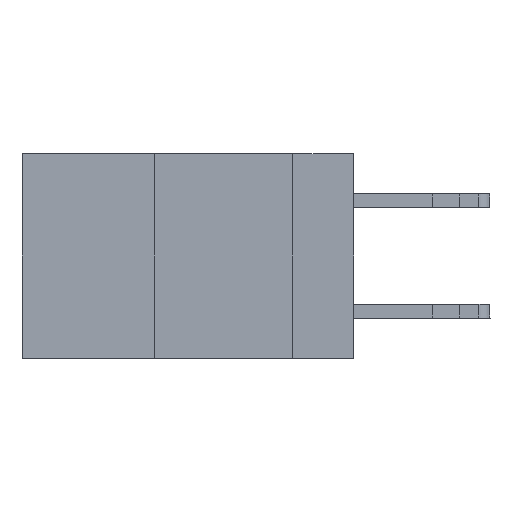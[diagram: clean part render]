
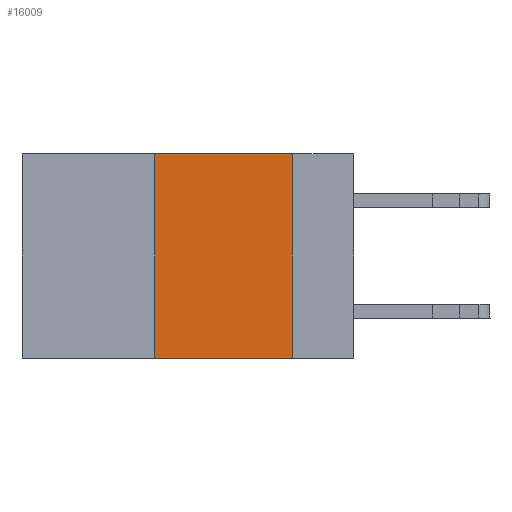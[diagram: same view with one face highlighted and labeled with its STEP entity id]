
A CAD part, left-side view. The second image highlights one B-rep face of the part: STEP entity #16009.
In plain terms, the highlighted planar face has unit normal (-1, 0, 0).
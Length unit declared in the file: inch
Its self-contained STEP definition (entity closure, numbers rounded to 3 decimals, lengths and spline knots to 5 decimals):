
#45 = CARTESIAN_POINT ( 'NONE',  ( 0., 0.6, 0. ) ) ;
#99 = EDGE_CURVE ( 'NONE', #220, #13905, #17399, .T. ) ;
#220 = VERTEX_POINT ( 'NONE', #10018 ) ;
#717 = VECTOR ( 'NONE', #20501, 39.37008 ) ;
#1492 = VECTOR ( 'NONE', #2254, 39.37008 ) ;
#1798 = FACE_OUTER_BOUND ( 'NONE', #6913, .T. ) ;
#1972 = EDGE_CURVE ( 'NONE', #2505, #19145, #3834, .T. ) ;
#2254 = DIRECTION ( 'NONE',  ( 0., -1., 0. ) ) ;
#2446 = ORIENTED_EDGE ( 'NONE', *, *, #1972, .F. ) ;
#2505 = VERTEX_POINT ( 'NONE', #20931 ) ;
#3683 = DIRECTION ( 'NONE',  ( 0., 0., -1. ) ) ;
#3834 = LINE ( 'NONE', #7273, #14165 ) ;
#4087 = ORIENTED_EDGE ( 'NONE', *, *, #4590, .T. ) ;
#4293 = EDGE_CURVE ( 'NONE', #13905, #2505, #4641, .T. ) ;
#4590 = EDGE_CURVE ( 'NONE', #220, #19145, #21880, .T. ) ;
#4641 = LINE ( 'NONE', #15498, #717 ) ;
#4708 = VECTOR ( 'NONE', #16298, 39.37008 ) ;
#5786 = AXIS2_PLACEMENT_3D ( 'NONE', #45, #19866, #3683 ) ;
#6913 = EDGE_LOOP ( 'NONE', ( #2446, #10996, #15285, #4087 ) ) ;
#7273 = CARTESIAN_POINT ( 'NONE',  ( 0., 0.11, 0. ) ) ;
#9135 = DIRECTION ( 'NONE',  ( 0., 0., -1. ) ) ;
#10018 = CARTESIAN_POINT ( 'NONE',  ( 0., 0.36, -0.37 ) ) ;
#10996 = ORIENTED_EDGE ( 'NONE', *, *, #4293, .F. ) ;
#11226 = CARTESIAN_POINT ( 'NONE',  ( 0., 0.6, -0.37 ) ) ;
#12622 = PLANE ( 'NONE',  #5786 ) ;
#13905 = VERTEX_POINT ( 'NONE', #14479 ) ;
#14165 = VECTOR ( 'NONE', #9135, 39.37008 ) ;
#14296 = CARTESIAN_POINT ( 'NONE',  ( 0., 0.11, -0.37 ) ) ;
#14479 = CARTESIAN_POINT ( 'NONE',  ( 0., 0.36, 0. ) ) ;
#15285 = ORIENTED_EDGE ( 'NONE', *, *, #99, .F. ) ;
#15498 = CARTESIAN_POINT ( 'NONE',  ( 0., 0.6, 0. ) ) ;
#16009 = ADVANCED_FACE ( 'NONE', ( #1798 ), #12622, .F. ) ;
#16298 = DIRECTION ( 'NONE',  ( 0., 0., 1. ) ) ;
#17399 = LINE ( 'NONE', #23151, #4708 ) ;
#19145 = VERTEX_POINT ( 'NONE', #14296 ) ;
#19866 = DIRECTION ( 'NONE',  ( 1., 0., 0. ) ) ;
#20501 = DIRECTION ( 'NONE',  ( 0., -1., 0. ) ) ;
#20931 = CARTESIAN_POINT ( 'NONE',  ( 0., 0.11, 0. ) ) ;
#21880 = LINE ( 'NONE', #11226, #1492 ) ;
#23151 = CARTESIAN_POINT ( 'NONE',  ( 0., 0.36, 0. ) ) ;
